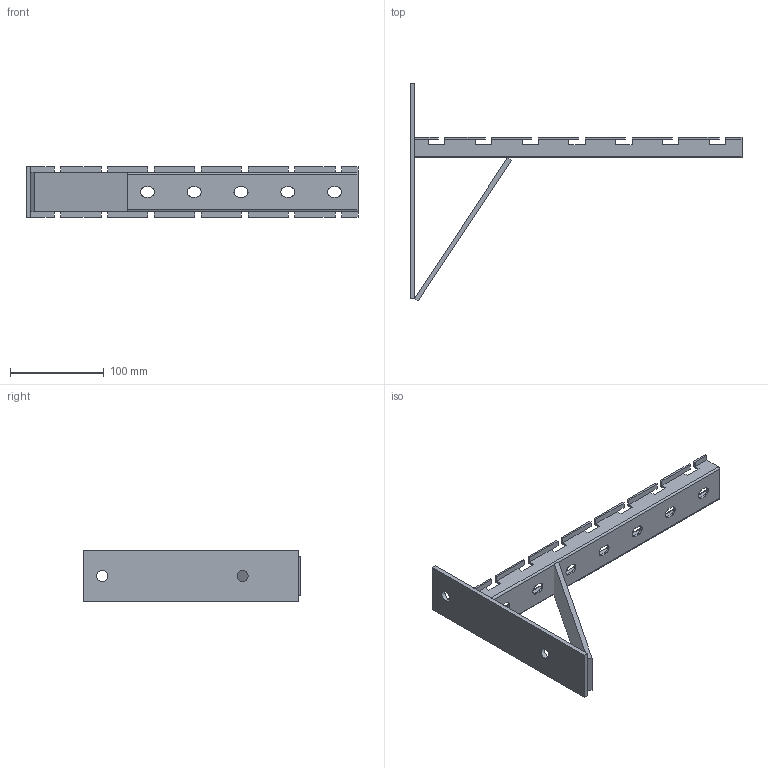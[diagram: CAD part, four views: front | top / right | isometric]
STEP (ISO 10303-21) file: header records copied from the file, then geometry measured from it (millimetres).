
FILE_DESCRIPTION (( 'STEP AP214' ), '1' );
FILE_NAME ('LC-CWB300_3D.step', '2023-05-09T16:28:13', ( '' ), ( '' ), 'SwSTEP 2.0', 'SolidWorks 2022', '' );
FILE_SCHEMA (( 'AUTOMOTIVE_DESIGN' ));
Length unit declared in the file: millimetre
Products named in the file (1): LC-CWB300_3D
Bounding box: 354.75 x 232.76 x 55 mm (x, y, z)
Volume: 154579 mm3; surface area: 106732.1 mm2
Topology: 3 solids, 3 shells, 206 faces, 572 edges, 372 vertices
Faces by surface type: plane 152, cylinder 54
Entity records: 6608 total; most frequent: CARTESIAN_POINT 1151, ORIENTED_EDGE 1144, DIRECTION 1094, EDGE_CURVE 572, LINE 464, VECTOR 464, VERTEX_POINT 372, AXIS2_PLACEMENT_3D 315
